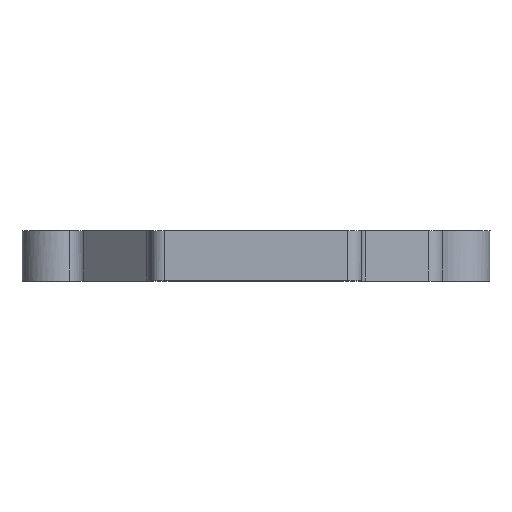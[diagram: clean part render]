
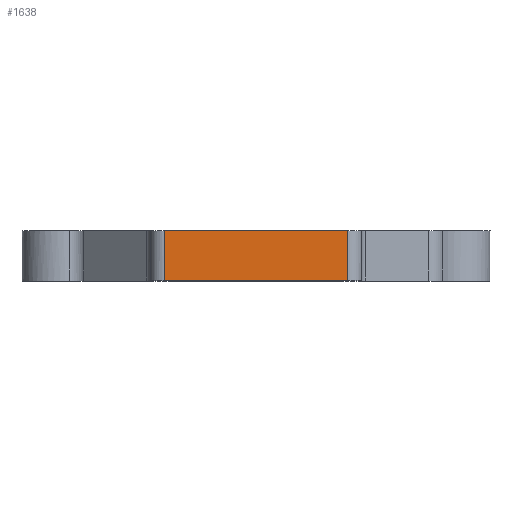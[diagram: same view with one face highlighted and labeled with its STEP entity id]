
A CAD part, front view. The second image highlights one B-rep face of the part: STEP entity #1638.
In plain terms, the highlighted planar face has unit normal (0, -1, 0).
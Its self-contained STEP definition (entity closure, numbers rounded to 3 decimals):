
#37=PLANE('',#1776);
#90=FACE_OUTER_BOUND('',#183,.T.);
#183=EDGE_LOOP('',(#1207,#1208,#1209,#1210));
#325=LINE('',#2482,#489);
#326=LINE('',#2486,#490);
#355=LINE('',#2602,#519);
#356=LINE('',#2603,#520);
#489=VECTOR('',#1969,10.);
#490=VECTOR('',#1974,10.);
#519=VECTOR('',#2067,10.);
#520=VECTOR('',#2068,10.);
#707=VERTEX_POINT('',#2479);
#708=VERTEX_POINT('',#2481);
#709=VERTEX_POINT('',#2485);
#764=VERTEX_POINT('',#2601);
#878=EDGE_CURVE('',#707,#708,#325,.T.);
#880=EDGE_CURVE('',#709,#708,#326,.T.);
#940=EDGE_CURVE('',#764,#707,#355,.T.);
#941=EDGE_CURVE('',#709,#764,#356,.T.);
#1207=ORIENTED_EDGE('',*,*,#878,.F.);
#1208=ORIENTED_EDGE('',*,*,#940,.F.);
#1209=ORIENTED_EDGE('',*,*,#941,.F.);
#1210=ORIENTED_EDGE('',*,*,#880,.T.);
#1638=ADVANCED_FACE('',(#90),#37,.T.);
#1776=AXIS2_PLACEMENT_3D('',#2600,#2065,#2066);
#1969=DIRECTION('',(0.,0.,-1.));
#1974=DIRECTION('',(1.,0.,0.));
#2065=DIRECTION('center_axis',(0.,-1.,0.));
#2066=DIRECTION('ref_axis',(-1.,0.,0.));
#2067=DIRECTION('',(1.,0.,0.));
#2068=DIRECTION('',(0.,0.,1.));
#2479=CARTESIAN_POINT('',(18.3,-32.9,3.3));
#2481=CARTESIAN_POINT('',(18.3,-32.9,-1.81));
#2482=CARTESIAN_POINT('',(18.3,-32.9,0.));
#2485=CARTESIAN_POINT('',(-0.3,-32.9,-1.81));
#2486=CARTESIAN_POINT('',(-0.15,-32.9,-1.81));
#2600=CARTESIAN_POINT('Origin',(19.7,-32.9,0.));
#2601=CARTESIAN_POINT('',(-0.3,-32.9,3.3));
#2602=CARTESIAN_POINT('',(19.7,-32.9,3.3));
#2603=CARTESIAN_POINT('',(-0.3,-32.9,0.));
